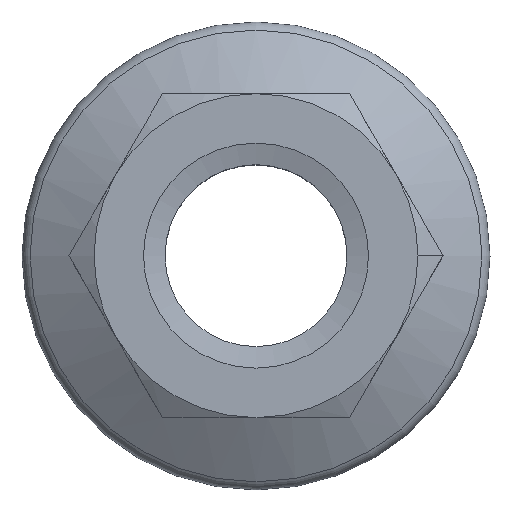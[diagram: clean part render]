
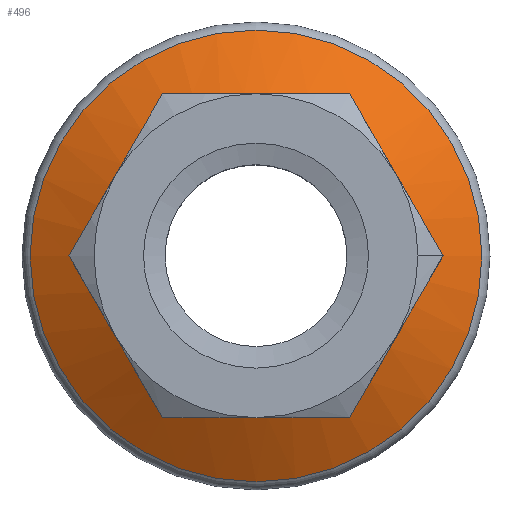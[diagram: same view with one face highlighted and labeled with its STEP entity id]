
A CAD part, top view. The second image highlights one B-rep face of the part: STEP entity #496.
In plain terms, the highlighted conical face has half-angle 60 degrees and reference radius 12.55 mm.
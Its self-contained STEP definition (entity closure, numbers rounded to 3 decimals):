
#344 = EDGE_CURVE('',#345,#347,#349,.T.);
#345 = VERTEX_POINT('',#346);
#346 = CARTESIAN_POINT('',(5.196,9.,2.925));
#347 = VERTEX_POINT('',#348);
#348 = CARTESIAN_POINT('',(10.392,0.,2.925));
#349 = HYPERBOLA('',#350,5.196,9.);
#350 = AXIS2_PLACEMENT_3D('',#351,#352,#353);
#351 = CARTESIAN_POINT('',(7.794,4.5,8.925));
#352 = DIRECTION('',(-0.866,-0.5,0.));
#353 = DIRECTION('',(-0.,0.,-1.));
#377 = EDGE_CURVE('',#378,#345,#380,.T.);
#378 = VERTEX_POINT('',#379);
#379 = CARTESIAN_POINT('',(-5.196,9.,2.925));
#380 = HYPERBOLA('',#381,5.196,9.);
#381 = AXIS2_PLACEMENT_3D('',#382,#383,#384);
#382 = CARTESIAN_POINT('',(0.,9.,8.925));
#383 = DIRECTION('',(0.,-1.,0.));
#384 = DIRECTION('',(-0.,0.,-1.));
#403 = EDGE_CURVE('',#404,#378,#406,.T.);
#404 = VERTEX_POINT('',#405);
#405 = CARTESIAN_POINT('',(-10.392,0.,
    2.925));
#406 = HYPERBOLA('',#407,5.196,9.);
#407 = AXIS2_PLACEMENT_3D('',#408,#409,#410);
#408 = CARTESIAN_POINT('',(-7.794,4.5,8.925));
#409 = DIRECTION('',(0.866,-0.5,0.));
#410 = DIRECTION('',(0.,-0.,-1.));
#429 = EDGE_CURVE('',#430,#404,#432,.T.);
#430 = VERTEX_POINT('',#431);
#431 = CARTESIAN_POINT('',(-5.196,-9.,2.925));
#432 = HYPERBOLA('',#433,5.196,9.);
#433 = AXIS2_PLACEMENT_3D('',#434,#435,#436);
#434 = CARTESIAN_POINT('',(-7.794,-4.5,8.925));
#435 = DIRECTION('',(0.866,0.5,0.));
#436 = DIRECTION('',(0.,-0.,-1.));
#455 = EDGE_CURVE('',#456,#430,#458,.T.);
#456 = VERTEX_POINT('',#457);
#457 = CARTESIAN_POINT('',(5.196,-9.,2.925));
#458 = HYPERBOLA('',#459,5.196,9.);
#459 = AXIS2_PLACEMENT_3D('',#460,#461,#462);
#460 = CARTESIAN_POINT('',(0.,-9.,8.925));
#461 = DIRECTION('',(0.,1.,0.));
#462 = DIRECTION('',(0.,-0.,-1.));
#481 = EDGE_CURVE('',#347,#456,#482,.T.);
#482 = HYPERBOLA('',#483,5.196,9.);
#483 = AXIS2_PLACEMENT_3D('',#484,#485,#486);
#484 = CARTESIAN_POINT('',(7.794,-4.5,8.925));
#485 = DIRECTION('',(-0.866,0.5,0.));
#486 = DIRECTION('',(-0.,0.,-1.));
#496 = ADVANCED_FACE('',(#497),#521,.T.);
#497 = FACE_BOUND('',#498,.T.);
#498 = EDGE_LOOP('',(#499,#507,#514,#515,#516,#517,#518,#519,#520));
#499 = ORIENTED_EDGE('',*,*,#500,.F.);
#500 = EDGE_CURVE('',#501,#347,#503,.T.);
#501 = VERTEX_POINT('',#502);
#502 = CARTESIAN_POINT('',(12.55,0.,1.679));
#503 = LINE('',#504,#505);
#504 = CARTESIAN_POINT('',(12.55,0.,1.679));
#505 = VECTOR('',#506,1.);
#506 = DIRECTION('',(-0.866,0.,0.5));
#507 = ORIENTED_EDGE('',*,*,#508,.T.);
#508 = EDGE_CURVE('',#501,#501,#509,.T.);
#509 = CIRCLE('',#510,12.55);
#510 = AXIS2_PLACEMENT_3D('',#511,#512,#513);
#511 = CARTESIAN_POINT('',(0.,0.,1.679));
#512 = DIRECTION('',(0.,0.,1.));
#513 = DIRECTION('',(1.,0.,-0.));
#514 = ORIENTED_EDGE('',*,*,#500,.T.);
#515 = ORIENTED_EDGE('',*,*,#481,.T.);
#516 = ORIENTED_EDGE('',*,*,#455,.T.);
#517 = ORIENTED_EDGE('',*,*,#429,.T.);
#518 = ORIENTED_EDGE('',*,*,#403,.T.);
#519 = ORIENTED_EDGE('',*,*,#377,.T.);
#520 = ORIENTED_EDGE('',*,*,#344,.T.);
#521 = CONICAL_SURFACE('',#522,12.55,1.047);
#522 = AXIS2_PLACEMENT_3D('',#523,#524,#525);
#523 = CARTESIAN_POINT('',(0.,0.,1.679));
#524 = DIRECTION('',(-0.,-0.,-1.));
#525 = DIRECTION('',(1.,0.,-0.));
